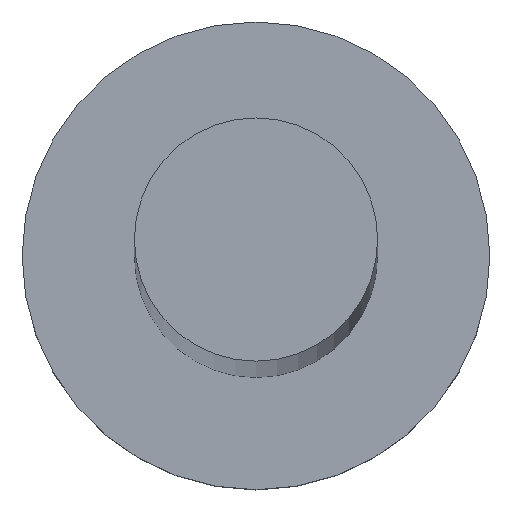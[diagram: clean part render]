
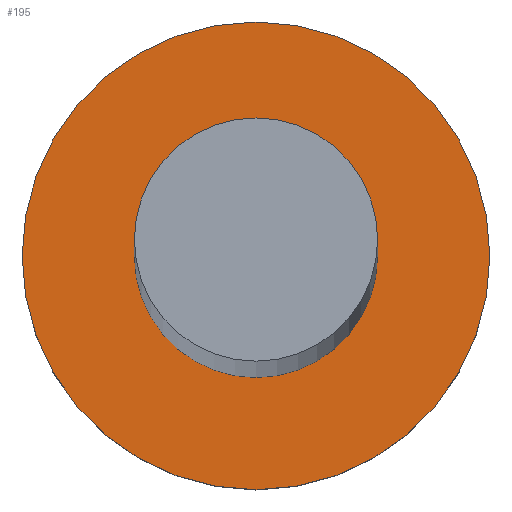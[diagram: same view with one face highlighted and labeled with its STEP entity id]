
A CAD part, top view. The second image highlights one B-rep face of the part: STEP entity #195.
In plain terms, the highlighted planar face has unit normal (0, 0, 1).
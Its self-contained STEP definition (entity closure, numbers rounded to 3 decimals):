
#4 = DIRECTION ( 'NONE',  ( 1., 0., 0. ) ) ;
#13 = AXIS2_PLACEMENT_3D ( 'NONE', #237, #175, #40 ) ;
#19 = VERTEX_POINT ( 'NONE', #142 ) ;
#26 = ORIENTED_EDGE ( 'NONE', *, *, #112, .F. ) ;
#36 = CARTESIAN_POINT ( 'NONE',  ( 0., 0., 3. ) ) ;
#37 = VERTEX_POINT ( 'NONE', #174 ) ;
#40 = DIRECTION ( 'NONE',  ( 1., 0., 0. ) ) ;
#43 = FACE_BOUND ( 'NONE', #236, .T. ) ;
#51 = CIRCLE ( 'NONE', #122, 2.6 ) ;
#54 = ORIENTED_EDGE ( 'NONE', *, *, #164, .T. ) ;
#58 = EDGE_LOOP ( 'NONE', ( #54, #61 ) ) ;
#60 = DIRECTION ( 'NONE',  ( 1., 0., 0. ) ) ;
#61 = ORIENTED_EDGE ( 'NONE', *, *, #98, .T. ) ;
#67 = ORIENTED_EDGE ( 'NONE', *, *, #239, .F. ) ;
#82 = CIRCLE ( 'NONE', #214, 2.6 ) ;
#84 = CARTESIAN_POINT ( 'NONE',  ( 0., 0., 3. ) ) ;
#86 = DIRECTION ( 'NONE',  ( 0., 0., 1. ) ) ;
#89 = FACE_OUTER_BOUND ( 'NONE', #58, .T. ) ;
#98 = EDGE_CURVE ( 'NONE', #19, #37, #154, .T. ) ;
#103 = CARTESIAN_POINT ( 'NONE',  ( 2.6, 0., 3. ) ) ;
#104 = DIRECTION ( 'NONE',  ( 1., 0., 0. ) ) ;
#112 = EDGE_CURVE ( 'NONE', #123, #153, #51, .T. ) ;
#122 = AXIS2_PLACEMENT_3D ( 'NONE', #234, #198, #4 ) ;
#123 = VERTEX_POINT ( 'NONE', #103 ) ;
#134 = AXIS2_PLACEMENT_3D ( 'NONE', #84, #235, #104 ) ;
#142 = CARTESIAN_POINT ( 'NONE',  ( 5., 0., 3. ) ) ;
#153 = VERTEX_POINT ( 'NONE', #217 ) ;
#154 = CIRCLE ( 'NONE', #13, 5. ) ;
#164 = EDGE_CURVE ( 'NONE', #37, #19, #241, .T. ) ;
#174 = CARTESIAN_POINT ( 'NONE',  ( -5., 0., 3. ) ) ;
#175 = DIRECTION ( 'NONE',  ( 0., 0., 1. ) ) ;
#183 = AXIS2_PLACEMENT_3D ( 'NONE', #251, #86, #231 ) ;
#195 = ADVANCED_FACE ( 'NONE', ( #43, #89 ), #205, .T. ) ;
#198 = DIRECTION ( 'NONE',  ( 0., 0., 1. ) ) ;
#205 = PLANE ( 'NONE',  #134 ) ;
#213 = DIRECTION ( 'NONE',  ( 0., 0., 1. ) ) ;
#214 = AXIS2_PLACEMENT_3D ( 'NONE', #36, #213, #60 ) ;
#217 = CARTESIAN_POINT ( 'NONE',  ( -2.6, 0., 3. ) ) ;
#231 = DIRECTION ( 'NONE',  ( 1., 0., 0. ) ) ;
#234 = CARTESIAN_POINT ( 'NONE',  ( 0., 0., 3. ) ) ;
#235 = DIRECTION ( 'NONE',  ( 0., 0., 1. ) ) ;
#236 = EDGE_LOOP ( 'NONE', ( #67, #26 ) ) ;
#237 = CARTESIAN_POINT ( 'NONE',  ( 0., 0., 3. ) ) ;
#239 = EDGE_CURVE ( 'NONE', #153, #123, #82, .T. ) ;
#241 = CIRCLE ( 'NONE', #183, 5. ) ;
#251 = CARTESIAN_POINT ( 'NONE',  ( 0., 0., 3. ) ) ;
